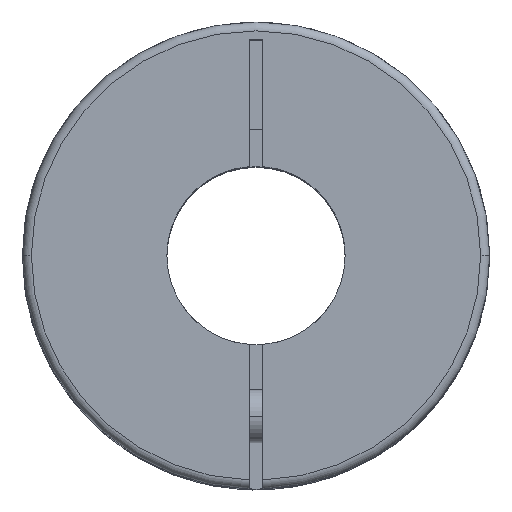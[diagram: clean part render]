
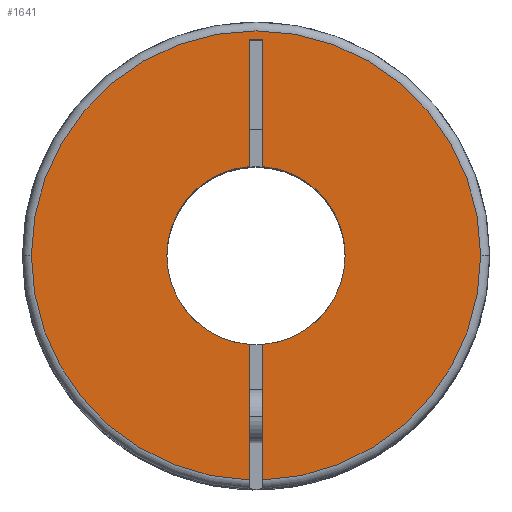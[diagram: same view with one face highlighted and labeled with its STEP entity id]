
A CAD part, top view. The second image highlights one B-rep face of the part: STEP entity #1641.
In plain terms, the highlighted planar face has unit normal (0, 0, 1).
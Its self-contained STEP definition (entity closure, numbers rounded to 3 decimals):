
#8 = DIRECTION ( 'NONE',  ( 0., 1., 0. ) ) ;
#32 = CARTESIAN_POINT ( 'NONE',  ( 0., 0., 0. ) ) ;
#44 = CARTESIAN_POINT ( 'NONE',  ( 0.375, 12.1, 0. ) ) ;
#82 = DIRECTION ( 'NONE',  ( -1., 0., 0. ) ) ;
#124 = DIRECTION ( 'NONE',  ( 0., 0., -1. ) ) ;
#126 = DIRECTION ( 'NONE',  ( 0., -1., 0. ) ) ;
#153 = DIRECTION ( 'NONE',  ( 0., 0., -1. ) ) ;
#163 = PLANE ( 'NONE',  #3805 ) ;
#232 = CARTESIAN_POINT ( 'NONE',  ( 0.375, 4.986, 0. ) ) ;
#270 = CARTESIAN_POINT ( 'NONE',  ( -0.375, -4.986, 0. ) ) ;
#297 = DIRECTION ( 'NONE',  ( -1., 0., 0. ) ) ;
#300 = ORIENTED_EDGE ( 'NONE', *, *, #2080, .F. ) ;
#314 = CARTESIAN_POINT ( 'NONE',  ( 0., 0., 0. ) ) ;
#319 = EDGE_CURVE ( 'NONE', #575, #3216, #512, .T. ) ;
#377 = VERTEX_POINT ( 'NONE', #1726 ) ;
#386 = VERTEX_POINT ( 'NONE', #232 ) ;
#411 = VECTOR ( 'NONE', #8, 1000. ) ;
#423 = FACE_OUTER_BOUND ( 'NONE', #1130, .T. ) ;
#460 = CARTESIAN_POINT ( 'NONE',  ( 0., 0., 0. ) ) ;
#469 = VECTOR ( 'NONE', #1309, 1000. ) ;
#489 = CIRCLE ( 'NONE', #1621, 5. ) ;
#503 = ORIENTED_EDGE ( 'NONE', *, *, #2632, .F. ) ;
#512 = LINE ( 'NONE', #1636, #2374 ) ;
#560 = LINE ( 'NONE', #2333, #1210 ) ;
#575 = VERTEX_POINT ( 'NONE', #3206 ) ;
#588 = CARTESIAN_POINT ( 'NONE',  ( -0.375, 4.986, 0. ) ) ;
#604 = CIRCLE ( 'NONE', #983, 5. ) ;
#786 = CARTESIAN_POINT ( 'NONE',  ( 0., 0., 0. ) ) ;
#815 = AXIS2_PLACEMENT_3D ( 'NONE', #3738, #1025, #2796 ) ;
#898 = EDGE_CURVE ( 'NONE', #1770, #2128, #3360, .T. ) ;
#929 = VERTEX_POINT ( 'NONE', #1800 ) ;
#983 = AXIS2_PLACEMENT_3D ( 'NONE', #786, #153, #2001 ) ;
#1025 = DIRECTION ( 'NONE',  ( 0., 0., -1. ) ) ;
#1067 = ORIENTED_EDGE ( 'NONE', *, *, #3302, .T. ) ;
#1070 = DIRECTION ( 'NONE',  ( 0., 0., -1. ) ) ;
#1130 = EDGE_LOOP ( 'NONE', ( #3428, #2288, #1900, #1067, #2961, #1768, #503, #3866, #2337, #300, #2290 ) ) ;
#1210 = VECTOR ( 'NONE', #2962, 1000. ) ;
#1235 = VECTOR ( 'NONE', #3713, 1000. ) ;
#1252 = LINE ( 'NONE', #1834, #411 ) ;
#1309 = DIRECTION ( 'NONE',  ( -1., 0., 0. ) ) ;
#1525 = DIRECTION ( 'NONE',  ( 0., 0., -1. ) ) ;
#1563 = VERTEX_POINT ( 'NONE', #44 ) ;
#1604 = CARTESIAN_POINT ( 'NONE',  ( 0., 0., 0. ) ) ;
#1618 = EDGE_CURVE ( 'NONE', #1563, #2991, #3184, .T. ) ;
#1621 = AXIS2_PLACEMENT_3D ( 'NONE', #32, #3389, #3033 ) ;
#1636 = CARTESIAN_POINT ( 'NONE',  ( 0.375, -13.1, 0. ) ) ;
#1637 = CIRCLE ( 'NONE', #815, 12.6 ) ;
#1641 = ADVANCED_FACE ( 'NONE', ( #423 ), #163, .F. ) ;
#1715 = CARTESIAN_POINT ( 'NONE',  ( -0.375, -12.594, 0. ) ) ;
#1726 = CARTESIAN_POINT ( 'NONE',  ( -5., 0., 0. ) ) ;
#1768 = ORIENTED_EDGE ( 'NONE', *, *, #1618, .F. ) ;
#1770 = VERTEX_POINT ( 'NONE', #270 ) ;
#1775 = CARTESIAN_POINT ( 'NONE',  ( -0.375, 12.1, 0. ) ) ;
#1800 = CARTESIAN_POINT ( 'NONE',  ( 12.6, 0., 0. ) ) ;
#1834 = CARTESIAN_POINT ( 'NONE',  ( 0.375, -13.1, 0. ) ) ;
#1900 = ORIENTED_EDGE ( 'NONE', *, *, #3536, .T. ) ;
#1926 = VERTEX_POINT ( 'NONE', #588 ) ;
#1930 = CIRCLE ( 'NONE', #2621, 12.6 ) ;
#2001 = DIRECTION ( 'NONE',  ( -1., 0., 0. ) ) ;
#2080 = EDGE_CURVE ( 'NONE', #929, #575, #1637, .T. ) ;
#2128 = VERTEX_POINT ( 'NONE', #1715 ) ;
#2176 = CARTESIAN_POINT ( 'NONE',  ( -0.375, 12.1, 0. ) ) ;
#2222 = CIRCLE ( 'NONE', #3349, 12.6 ) ;
#2274 = CARTESIAN_POINT ( 'NONE',  ( 0.375, 12.1, 0. ) ) ;
#2288 = ORIENTED_EDGE ( 'NONE', *, *, #898, .F. ) ;
#2290 = ORIENTED_EDGE ( 'NONE', *, *, #3851, .F. ) ;
#2333 = CARTESIAN_POINT ( 'NONE',  ( -0.375, 12.1, 0. ) ) ;
#2337 = ORIENTED_EDGE ( 'NONE', *, *, #319, .F. ) ;
#2374 = VECTOR ( 'NONE', #2610, 1000. ) ;
#2482 = VERTEX_POINT ( 'NONE', #2774 ) ;
#2602 = CARTESIAN_POINT ( 'NONE',  ( 0.375, -4.986, 0. ) ) ;
#2610 = DIRECTION ( 'NONE',  ( 0., 1., 0. ) ) ;
#2621 = AXIS2_PLACEMENT_3D ( 'NONE', #460, #124, #82 ) ;
#2632 = EDGE_CURVE ( 'NONE', #386, #1563, #1252, .T. ) ;
#2737 = DIRECTION ( 'NONE',  ( -1., 0., 0. ) ) ;
#2774 = CARTESIAN_POINT ( 'NONE',  ( -12.6, 0., 0. ) ) ;
#2796 = DIRECTION ( 'NONE',  ( -1., 0., 0. ) ) ;
#2878 = CIRCLE ( 'NONE', #3382, 5. ) ;
#2926 = EDGE_CURVE ( 'NONE', #2991, #1926, #560, .T. ) ;
#2961 = ORIENTED_EDGE ( 'NONE', *, *, #2926, .F. ) ;
#2962 = DIRECTION ( 'NONE',  ( 0., -1., 0. ) ) ;
#2991 = VERTEX_POINT ( 'NONE', #1775 ) ;
#2994 = EDGE_CURVE ( 'NONE', #2128, #2482, #2222, .T. ) ;
#3033 = DIRECTION ( 'NONE',  ( -1., 0., 0. ) ) ;
#3184 = LINE ( 'NONE', #2274, #469 ) ;
#3206 = CARTESIAN_POINT ( 'NONE',  ( 0.375, -12.594, 0. ) ) ;
#3216 = VERTEX_POINT ( 'NONE', #2602 ) ;
#3296 = CARTESIAN_POINT ( 'NONE',  ( 0., 0., 0. ) ) ;
#3302 = EDGE_CURVE ( 'NONE', #377, #1926, #489, .T. ) ;
#3316 = DIRECTION ( 'NONE',  ( 0., 0., -1. ) ) ;
#3349 = AXIS2_PLACEMENT_3D ( 'NONE', #314, #1525, #297 ) ;
#3360 = LINE ( 'NONE', #2176, #1235 ) ;
#3382 = AXIS2_PLACEMENT_3D ( 'NONE', #3296, #3316, #2737 ) ;
#3389 = DIRECTION ( 'NONE',  ( 0., 0., -1. ) ) ;
#3428 = ORIENTED_EDGE ( 'NONE', *, *, #2994, .F. ) ;
#3536 = EDGE_CURVE ( 'NONE', #1770, #377, #604, .T. ) ;
#3709 = EDGE_CURVE ( 'NONE', #386, #3216, #2878, .T. ) ;
#3713 = DIRECTION ( 'NONE',  ( 0., -1., 0. ) ) ;
#3738 = CARTESIAN_POINT ( 'NONE',  ( 0., 0., 0. ) ) ;
#3805 = AXIS2_PLACEMENT_3D ( 'NONE', #1604, #1070, #126 ) ;
#3851 = EDGE_CURVE ( 'NONE', #2482, #929, #1930, .T. ) ;
#3866 = ORIENTED_EDGE ( 'NONE', *, *, #3709, .T. ) ;
